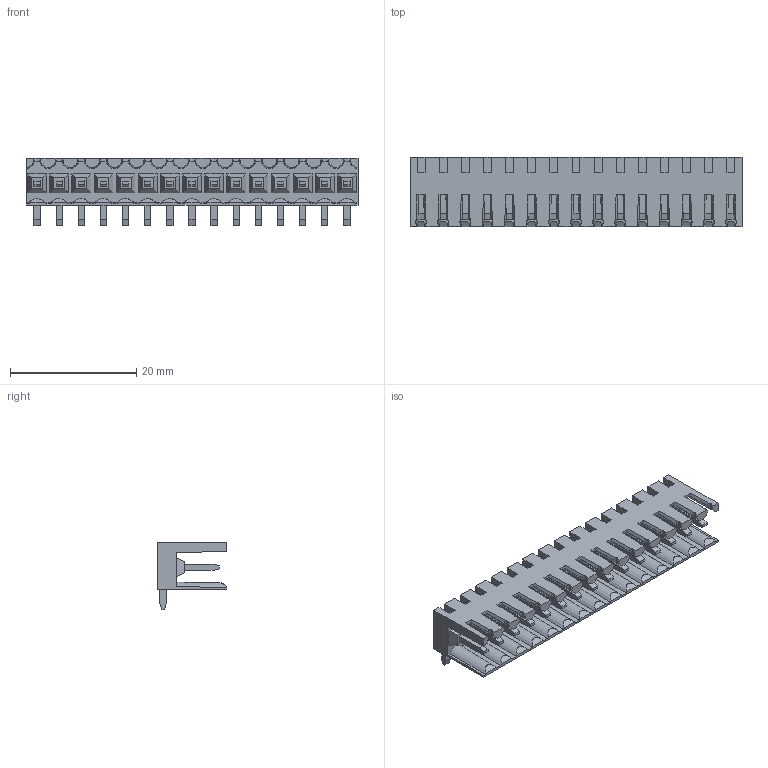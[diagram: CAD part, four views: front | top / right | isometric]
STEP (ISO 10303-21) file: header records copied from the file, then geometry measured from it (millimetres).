
FILE_DESCRIPTION(('CATIA V5 STEP Exchange','CAx-IF Rec.Pracs.--- Model Styling and Organization---1.2---2011-12-15'),'2;1');
FILE_NAME ('D1453058_0_1597340000_1597340000.stp','2018-10-10T05:01:30+00:00',('none'),('Weidmueller'),'CATIA Version 5-6 Release 2014','CATIA V5 STEP AP214','none');
FILE_SCHEMA(('AUTOMOTIVE_DESIGN { 1 0 10303 214 1 1 1 1 }'));
Length unit declared in the file: millimetre
Products named in the file (1): 1597340000
Bounding box: 52.5 x 11.05 x 10.65 mm (x, y, z)
Volume: 1896.7 mm3; surface area: 4525.7 mm2
Topology: 16 solids, 16 shells, 925 faces, 2730 edges, 1837 vertices
Faces by surface type: plane 760, cylinder 120, cone 45
Entity records: 28694 total; most frequent: CARTESIAN_POINT 6627, ORIENTED_EDGE 5460, DIRECTION 3197, EDGE_CURVE 2730, VECTOR 1933, LINE 1933, VERTEX_POINT 1837, EDGE_LOOP 955
